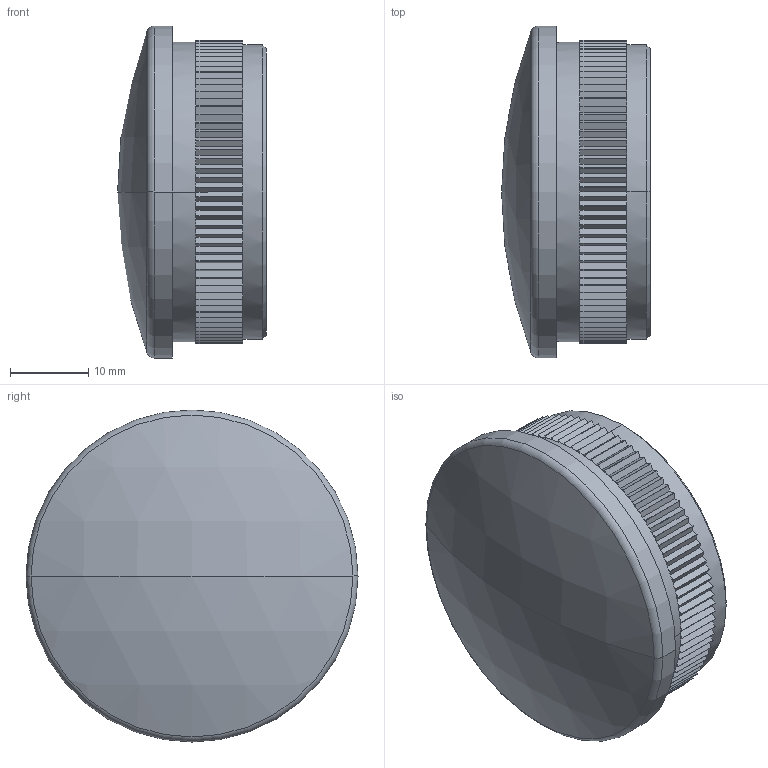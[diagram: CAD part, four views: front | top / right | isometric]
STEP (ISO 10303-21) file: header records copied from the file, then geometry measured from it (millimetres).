
FILE_DESCRIPTION (( 'STEP AP203' ), '1' );
FILE_NAME ('0100000000001727_42_A_5729-242.STEP', '2021-07-29T07:27:42', ( '' ), ( '' ), 'SwSTEP 2.0', 'SolidWorks 2019', '' );
FILE_SCHEMA (( 'CONFIG_CONTROL_DESIGN' ));
Length unit declared in the file: millimetre
Products named in the file (1): 0100000000001727_42_A_5729-242
Bounding box: 19 x 42.4 x 42.4 mm (x, y, z)
Volume: 5783.1 mm3; surface area: 6679.9 mm2
Topology: 1 solids, 1 shells, 706 faces, 1642 edges, 932 vertices
Faces by surface type: plane 510, cylinder 126, bspline 36, torus 22, sphere 10, cone 2
Entity records: 20535 total; most frequent: CARTESIAN_POINT 4445, DIRECTION 3526, ORIENTED_EDGE 3268, EDGE_CURVE 1634, AXIS2_PLACEMENT_3D 1295, LINE 936, VECTOR 936, VERTEX_POINT 932
